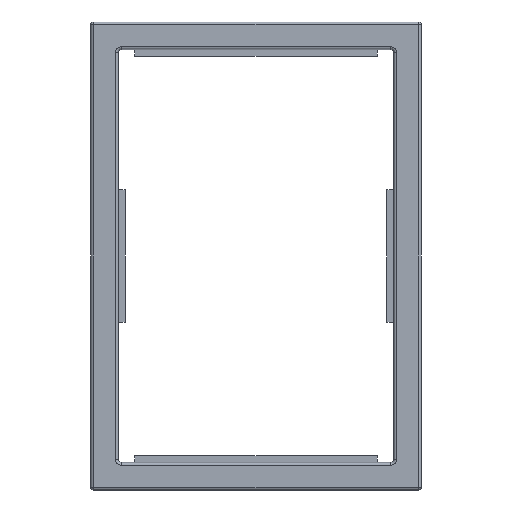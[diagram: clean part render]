
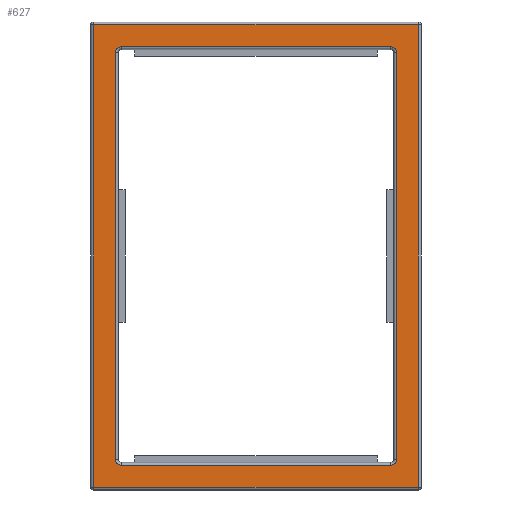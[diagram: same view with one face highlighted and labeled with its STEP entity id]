
A CAD part, front view. The second image highlights one B-rep face of the part: STEP entity #627.
In plain terms, the highlighted planar face has unit normal (0, -1, 0).
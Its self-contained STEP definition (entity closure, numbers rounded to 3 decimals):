
#11 = CARTESIAN_POINT ( 'NONE',  ( -123.617, 0., 0. ) ) ;
#16 = CARTESIAN_POINT ( 'NONE',  ( 0., 0., 0. ) ) ;
#23 = VECTOR ( 'NONE', #1651, 1000. ) ;
#57 = DIRECTION ( 'NONE',  ( 0., 0., 1. ) ) ;
#66 = EDGE_CURVE ( 'NONE', #2621, #246, #848, .T. ) ;
#228 = LINE ( 'NONE', #742, #2028 ) ;
#246 = VERTEX_POINT ( 'NONE', #2808 ) ;
#312 = ORIENTED_EDGE ( 'NONE', *, *, #2873, .T. ) ;
#313 = CARTESIAN_POINT ( 'NONE',  ( 92.383, 0., -60.142 ) ) ;
#332 = AXIS2_PLACEMENT_3D ( 'NONE', #1074, #1307, #414 ) ;
#377 = ORIENTED_EDGE ( 'NONE', *, *, #3063, .F. ) ;
#383 = VECTOR ( 'NONE', #1104, 1000. ) ;
#403 = DIRECTION ( 'NONE',  ( 0., -1., 0. ) ) ;
#414 = DIRECTION ( 'NONE',  ( 0., 0., 1. ) ) ;
#428 = AXIS2_PLACEMENT_3D ( 'NONE', #16, #1420, #978 ) ;
#474 = CARTESIAN_POINT ( 'NONE',  ( -105.617, 0., -64.142 ) ) ;
#521 = DIRECTION ( 'NONE',  ( 0., 0., 1. ) ) ;
#523 = LINE ( 'NONE', #11, #1180 ) ;
#532 = CARTESIAN_POINT ( 'NONE',  ( -103.617, 0., -64.142 ) ) ;
#578 = VERTEX_POINT ( 'NONE', #2664 ) ;
#580 = VECTOR ( 'NONE', #1708, 1000. ) ;
#590 = CARTESIAN_POINT ( 'NONE',  ( 92.383, 0., -64.142 ) ) ;
#627 = ADVANCED_FACE ( 'NONE', ( #1229, #2184 ), #1161, .F. ) ;
#724 = VERTEX_POINT ( 'NONE', #1792 ) ;
#742 = CARTESIAN_POINT ( 'NONE',  ( 0., 0., -80.142 ) ) ;
#746 = VECTOR ( 'NONE', #57, 1000. ) ;
#756 = CARTESIAN_POINT ( 'NONE',  ( 0., 0., 255.858 ) ) ;
#826 = CIRCLE ( 'NONE', #1119, 4. ) ;
#848 = LINE ( 'NONE', #2313, #2620 ) ;
#879 = CARTESIAN_POINT ( 'NONE',  ( 112.383, 0., -80.142 ) ) ;
#971 = CARTESIAN_POINT ( 'NONE',  ( -107.617, 0., 235.858 ) ) ;
#978 = DIRECTION ( 'NONE',  ( 1., 0., 0. ) ) ;
#999 = EDGE_CURVE ( 'NONE', #1270, #1739, #523, .T. ) ;
#1065 = AXIS2_PLACEMENT_3D ( 'NONE', #313, #1991, #2943 ) ;
#1074 = CARTESIAN_POINT ( 'NONE',  ( 92.383, 0., 235.858 ) ) ;
#1104 = DIRECTION ( 'NONE',  ( 1., 0., 0. ) ) ;
#1119 = AXIS2_PLACEMENT_3D ( 'NONE', #1330, #403, #2763 ) ;
#1161 = PLANE ( 'NONE',  #428 ) ;
#1169 = CARTESIAN_POINT ( 'NONE',  ( 112.383, 0., 0. ) ) ;
#1180 = VECTOR ( 'NONE', #1243, 1000. ) ;
#1229 = FACE_BOUND ( 'NONE', #2701, .T. ) ;
#1243 = DIRECTION ( 'NONE',  ( 0., 0., -1. ) ) ;
#1270 = VERTEX_POINT ( 'NONE', #2513 ) ;
#1307 = DIRECTION ( 'NONE',  ( 0., -1., 0. ) ) ;
#1317 = CIRCLE ( 'NONE', #1065, 4. ) ;
#1323 = VECTOR ( 'NONE', #2845, 1000. ) ;
#1330 = CARTESIAN_POINT ( 'NONE',  ( -103.617, 0., -60.142 ) ) ;
#1344 = CARTESIAN_POINT ( 'NONE',  ( -123.617, 0., -80.142 ) ) ;
#1367 = ORIENTED_EDGE ( 'NONE', *, *, #1848, .T. ) ;
#1412 = CARTESIAN_POINT ( 'NONE',  ( 96.383, 0., 235.858 ) ) ;
#1420 = DIRECTION ( 'NONE',  ( 0., 1., 0. ) ) ;
#1461 = LINE ( 'NONE', #1169, #23 ) ;
#1530 = EDGE_CURVE ( 'NONE', #1598, #2612, #1981, .T. ) ;
#1533 = DIRECTION ( 'NONE',  ( 0., -1., 0. ) ) ;
#1540 = CIRCLE ( 'NONE', #2728, 4. ) ;
#1550 = CARTESIAN_POINT ( 'NONE',  ( 94.383, 0., 239.858 ) ) ;
#1598 = VERTEX_POINT ( 'NONE', #2219 ) ;
#1607 = EDGE_CURVE ( 'NONE', #2877, #2612, #1540, .T. ) ;
#1651 = DIRECTION ( 'NONE',  ( 0., 0., 1. ) ) ;
#1665 = EDGE_CURVE ( 'NONE', #2621, #724, #1696, .T. ) ;
#1696 = CIRCLE ( 'NONE', #332, 4. ) ;
#1708 = DIRECTION ( 'NONE',  ( -1., 0., 0. ) ) ;
#1739 = VERTEX_POINT ( 'NONE', #1344 ) ;
#1742 = EDGE_CURVE ( 'NONE', #2877, #724, #2312, .T. ) ;
#1743 = CARTESIAN_POINT ( 'NONE',  ( -107.617, 0., 237.858 ) ) ;
#1755 = ORIENTED_EDGE ( 'NONE', *, *, #1530, .T. ) ;
#1765 = CARTESIAN_POINT ( 'NONE',  ( -103.617, 0., 235.858 ) ) ;
#1792 = CARTESIAN_POINT ( 'NONE',  ( 92.383, 0., 239.858 ) ) ;
#1817 = EDGE_LOOP ( 'NONE', ( #2407, #312, #2091, #1367 ) ) ;
#1838 = ORIENTED_EDGE ( 'NONE', *, *, #66, .T. ) ;
#1848 = EDGE_CURVE ( 'NONE', #1739, #2516, #228, .T. ) ;
#1912 = VERTEX_POINT ( 'NONE', #532 ) ;
#1946 = ORIENTED_EDGE ( 'NONE', *, *, #2445, .F. ) ;
#1959 = VERTEX_POINT ( 'NONE', #590 ) ;
#1965 = ORIENTED_EDGE ( 'NONE', *, *, #1742, .T. ) ;
#1981 = LINE ( 'NONE', #1743, #746 ) ;
#1984 = ORIENTED_EDGE ( 'NONE', *, *, #1607, .F. ) ;
#1991 = DIRECTION ( 'NONE',  ( 0., -1., 0. ) ) ;
#2028 = VECTOR ( 'NONE', #2823, 1000. ) ;
#2045 = ORIENTED_EDGE ( 'NONE', *, *, #2200, .T. ) ;
#2091 = ORIENTED_EDGE ( 'NONE', *, *, #999, .T. ) ;
#2181 = LINE ( 'NONE', #474, #1323 ) ;
#2184 = FACE_OUTER_BOUND ( 'NONE', #1817, .T. ) ;
#2199 = ORIENTED_EDGE ( 'NONE', *, *, #1665, .F. ) ;
#2200 = EDGE_CURVE ( 'NONE', #1959, #1912, #2181, .T. ) ;
#2203 = LINE ( 'NONE', #756, #580 ) ;
#2219 = CARTESIAN_POINT ( 'NONE',  ( -107.617, 0., -60.142 ) ) ;
#2312 = LINE ( 'NONE', #1550, #383 ) ;
#2313 = CARTESIAN_POINT ( 'NONE',  ( 96.383, 0., -62.142 ) ) ;
#2407 = ORIENTED_EDGE ( 'NONE', *, *, #2651, .T. ) ;
#2438 = CARTESIAN_POINT ( 'NONE',  ( -103.617, 0., 239.858 ) ) ;
#2445 = EDGE_CURVE ( 'NONE', #1598, #1912, #826, .T. ) ;
#2513 = CARTESIAN_POINT ( 'NONE',  ( -123.617, 0., 255.858 ) ) ;
#2516 = VERTEX_POINT ( 'NONE', #879 ) ;
#2612 = VERTEX_POINT ( 'NONE', #971 ) ;
#2620 = VECTOR ( 'NONE', #2731, 1000. ) ;
#2621 = VERTEX_POINT ( 'NONE', #1412 ) ;
#2651 = EDGE_CURVE ( 'NONE', #2516, #578, #1461, .T. ) ;
#2664 = CARTESIAN_POINT ( 'NONE',  ( 112.383, 0., 255.858 ) ) ;
#2701 = EDGE_LOOP ( 'NONE', ( #2199, #1838, #377, #2045, #1946, #1755, #1984, #1965 ) ) ;
#2728 = AXIS2_PLACEMENT_3D ( 'NONE', #1765, #1533, #521 ) ;
#2731 = DIRECTION ( 'NONE',  ( 0., 0., -1. ) ) ;
#2763 = DIRECTION ( 'NONE',  ( 0., 0., 1. ) ) ;
#2808 = CARTESIAN_POINT ( 'NONE',  ( 96.383, 0., -60.142 ) ) ;
#2823 = DIRECTION ( 'NONE',  ( 1., 0., 0. ) ) ;
#2845 = DIRECTION ( 'NONE',  ( -1., 0., 0. ) ) ;
#2873 = EDGE_CURVE ( 'NONE', #578, #1270, #2203, .T. ) ;
#2877 = VERTEX_POINT ( 'NONE', #2438 ) ;
#2943 = DIRECTION ( 'NONE',  ( 0., 0., 1. ) ) ;
#3063 = EDGE_CURVE ( 'NONE', #1959, #246, #1317, .T. ) ;
